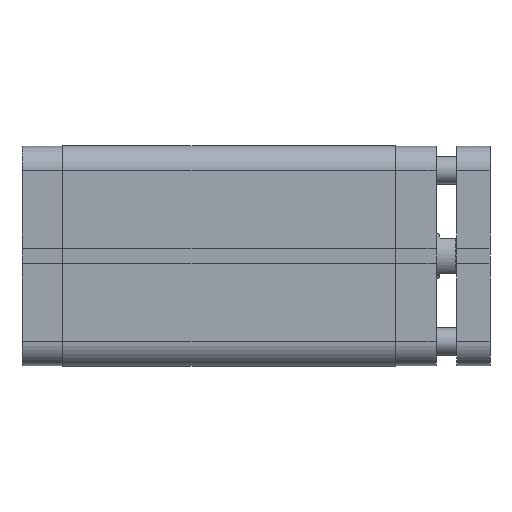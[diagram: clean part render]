
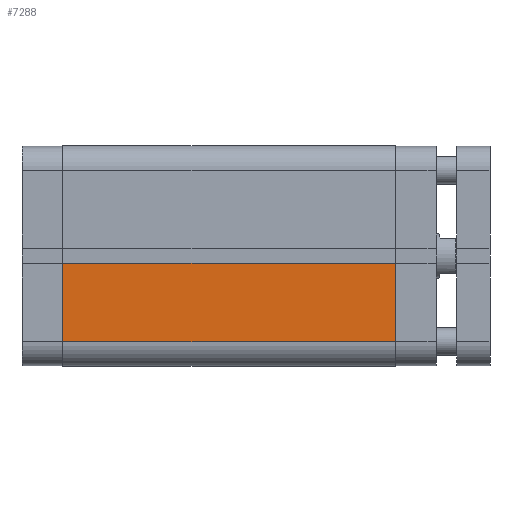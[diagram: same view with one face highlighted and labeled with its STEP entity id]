
A CAD part, front view. The second image highlights one B-rep face of the part: STEP entity #7288.
In plain terms, the highlighted planar face has unit normal (0, -1, 0).
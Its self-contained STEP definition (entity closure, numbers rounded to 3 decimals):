
#140 = VERTEX_POINT ( 'NONE', #1981 ) ;
#141 = VERTEX_POINT ( 'NONE', #1982 ) ;
#142 = VERTEX_POINT ( 'NONE', #1983 ) ;
#143 = VERTEX_POINT ( 'NONE', #1984 ) ;
#555 = EDGE_LOOP ( 'NONE', ( #1222, #1223, #1224, #1225 ) ) ;
#1222 = ORIENTED_EDGE ( 'NONE', *, *, #7569, .T. ) ;
#1223 = ORIENTED_EDGE ( 'NONE', *, *, #7847, .F. ) ;
#1224 = ORIENTED_EDGE ( 'NONE', *, *, #7849, .F. ) ;
#1225 = ORIENTED_EDGE ( 'NONE', *, *, #7850, .T. ) ;
#1981 = CARTESIAN_POINT ( 'NONE',  ( -31., -40., 0. ) ) ;
#1982 = CARTESIAN_POINT ( 'NONE',  ( -31., -40., 120.5 ) ) ;
#1983 = CARTESIAN_POINT ( 'NONE',  ( -2.6, -40., 0. ) ) ;
#1984 = CARTESIAN_POINT ( 'NONE',  ( -2.6, -40., 120.5 ) ) ;
#3541 = FACE_OUTER_BOUND ( 'NONE', #555, .T. ) ;
#4004 = LINE ( 'NONE', #5015, #4009 ) ;
#4009 = VECTOR ( 'NONE', #5020, 1000. ) ;
#4362 = CARTESIAN_POINT ( 'NONE',  ( 0., -40., 120.5 ) ) ;
#4363 = PLANE ( 'NONE',  #8261 ) ;
#4365 = DIRECTION ( 'NONE',  ( 0., 1., 0. ) ) ;
#4366 = DIRECTION ( 'NONE',  ( 0., 0., 1. ) ) ;
#5015 = CARTESIAN_POINT ( 'NONE',  ( 0., -40., 0. ) ) ;
#5020 = DIRECTION ( 'NONE',  ( 1., 0., 0. ) ) ;
#5630 = LINE ( 'NONE', #6152, #5632 ) ;
#5631 = VECTOR ( 'NONE', #6158, 1000. ) ;
#5632 = VECTOR ( 'NONE', #6153, 1000. ) ;
#5637 = LINE ( 'NONE', #6149, #5631 ) ;
#5639 = LINE ( 'NONE', #6159, #5640 ) ;
#5640 = VECTOR ( 'NONE', #6160, 1000. ) ;
#6149 = CARTESIAN_POINT ( 'NONE',  ( 0., -40., 120.5 ) ) ;
#6152 = CARTESIAN_POINT ( 'NONE',  ( -2.6, -40., 120.5 ) ) ;
#6153 = DIRECTION ( 'NONE',  ( 0., 0., -1. ) ) ;
#6158 = DIRECTION ( 'NONE',  ( 1., 0., 0. ) ) ;
#6159 = CARTESIAN_POINT ( 'NONE',  ( -31., -40., 120.5 ) ) ;
#6160 = DIRECTION ( 'NONE',  ( 0., 0., -1. ) ) ;
#7288 = ADVANCED_FACE ( 'NONE', ( #3541 ), #4363, .F. ) ;
#7569 = EDGE_CURVE ( 'NONE', #140, #142, #4004, .T. ) ;
#7847 = EDGE_CURVE ( 'NONE', #143, #142, #5630, .T. ) ;
#7849 = EDGE_CURVE ( 'NONE', #141, #143, #5637, .T. ) ;
#7850 = EDGE_CURVE ( 'NONE', #141, #140, #5639, .T. ) ;
#8261 = AXIS2_PLACEMENT_3D ( 'NONE', #4362, #4365, #4366 ) ;
